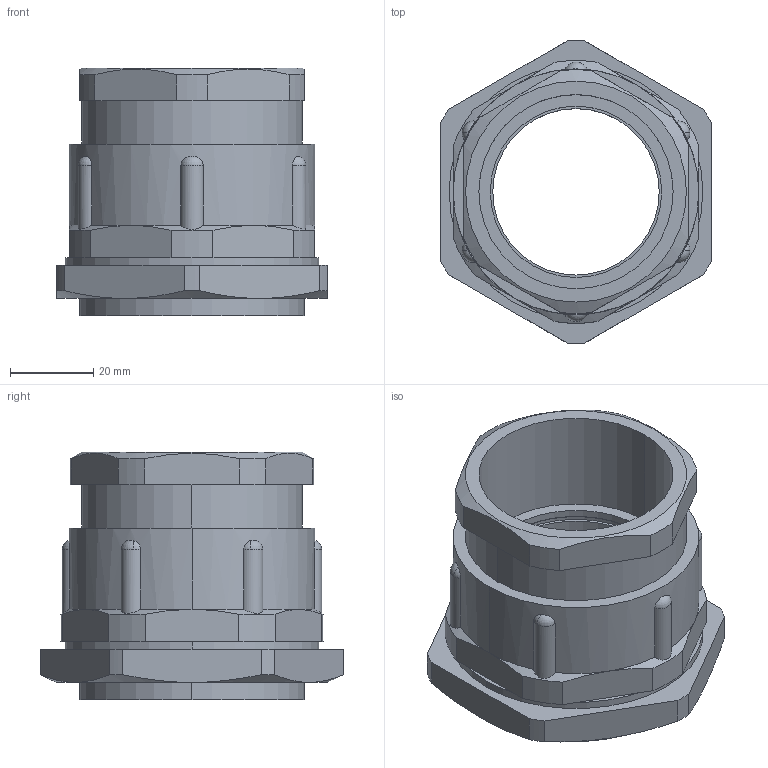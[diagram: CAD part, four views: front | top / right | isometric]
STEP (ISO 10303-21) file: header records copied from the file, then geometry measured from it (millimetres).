
FILE_DESCRIPTION (( 'STEP AP214' ), '1' );
FILE_NAME ('Ñàëüíèê PGL42.STEP', '2016-10-04T06:51:01', ( '' ), ( '' ), 'SwSTEP 2.0', 'SolidWorks 2014', '' );
FILE_SCHEMA (( 'AUTOMOTIVE_DESIGN' ));
Length unit declared in the file: millimetre
Products named in the file (1): Ñàëüíèê PGL42
Bounding box: 65 x 72.99 x 59.56 mm (x, y, z)
Volume: 66682.7 mm3; surface area: 42016.3 mm2
Topology: 6 solids, 6 shells, 182 faces, 457 edges, 298 vertices
Faces by surface type: plane 79, cylinder 56, bspline 21, cone 14, torus 12
Entity records: 7310 total; most frequent: CARTESIAN_POINT 2961, ORIENTED_EDGE 914, DIRECTION 819, EDGE_CURVE 457, VERTEX_POINT 298, AXIS2_PLACEMENT_3D 292, LINE 235, VECTOR 235
